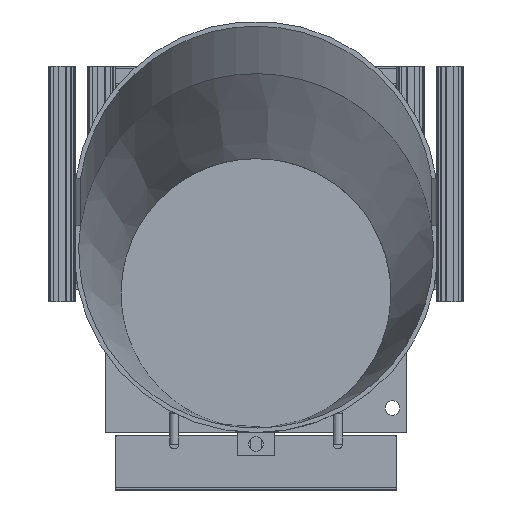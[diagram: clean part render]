
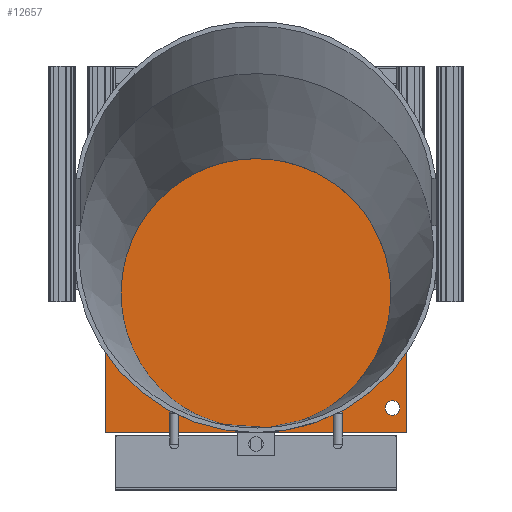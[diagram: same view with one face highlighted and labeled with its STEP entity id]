
A CAD part, top view. The second image highlights one B-rep face of the part: STEP entity #12657.
In plain terms, the highlighted planar face has unit normal (0, 0, 1).
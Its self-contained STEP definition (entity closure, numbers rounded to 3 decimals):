
#633=CIRCLE('',#13717,8.);
#1596=FACE_BOUND('',#2409,.T.);
#1686=FACE_OUTER_BOUND('',#2408,.T.);
#2408=EDGE_LOOP('',(#8554,#8555,#8556,#8557));
#2409=EDGE_LOOP('',(#8558));
#3210=LINE('',#18581,#4258);
#3214=LINE('',#18589,#4262);
#3217=LINE('',#18595,#4265);
#3220=LINE('',#18600,#4268);
#4258=VECTOR('',#15018,10.);
#4262=VECTOR('',#15024,10.);
#4265=VECTOR('',#15029,10.);
#4268=VECTOR('',#15034,10.);
#5297=VERTEX_POINT('',#18573);
#5299=VERTEX_POINT('',#18579);
#5300=VERTEX_POINT('',#18580);
#5303=VERTEX_POINT('',#18588);
#5305=VERTEX_POINT('',#18594);
#6584=EDGE_CURVE('',#5297,#5297,#633,.T.);
#6587=EDGE_CURVE('',#5299,#5300,#3210,.T.);
#6591=EDGE_CURVE('',#5300,#5303,#3214,.T.);
#6594=EDGE_CURVE('',#5303,#5305,#3217,.T.);
#6597=EDGE_CURVE('',#5305,#5299,#3220,.T.);
#8554=ORIENTED_EDGE('',*,*,#6597,.T.);
#8555=ORIENTED_EDGE('',*,*,#6587,.T.);
#8556=ORIENTED_EDGE('',*,*,#6591,.T.);
#8557=ORIENTED_EDGE('',*,*,#6594,.T.);
#8558=ORIENTED_EDGE('',*,*,#6584,.T.);
#12338=PLANE('',#13724);
#12657=ADVANCED_FACE('',(#1686,#1596),#12338,.F.);
#13717=AXIS2_PLACEMENT_3D('',#18574,#15011,#15012);
#13724=AXIS2_PLACEMENT_3D('',#18603,#15038,#15039);
#15011=DIRECTION('center_axis',(0.,0.,-1.));
#15012=DIRECTION('ref_axis',(-1.,0.,0.));
#15018=DIRECTION('',(0.,1.,0.));
#15024=DIRECTION('',(-1.,0.,0.));
#15029=DIRECTION('',(0.,-1.,0.));
#15034=DIRECTION('',(1.,0.,0.));
#15038=DIRECTION('center_axis',(0.,0.,-1.));
#15039=DIRECTION('ref_axis',(1.,0.,0.));
#18573=CARTESIAN_POINT('',(158.,-125.,0.));
#18574=CARTESIAN_POINT('Origin',(150.,-125.,0.));
#18579=CARTESIAN_POINT('',(165.,-152.5,0.));
#18580=CARTESIAN_POINT('',(165.,152.5,0.));
#18581=CARTESIAN_POINT('',(165.,-152.5,0.));
#18588=CARTESIAN_POINT('',(-165.,152.5,0.));
#18589=CARTESIAN_POINT('',(165.,152.5,0.));
#18594=CARTESIAN_POINT('',(-165.,-152.5,0.));
#18595=CARTESIAN_POINT('',(-165.,152.5,0.));
#18600=CARTESIAN_POINT('',(-165.,-152.5,0.));
#18603=CARTESIAN_POINT('Origin',(0.,0.,0.));
